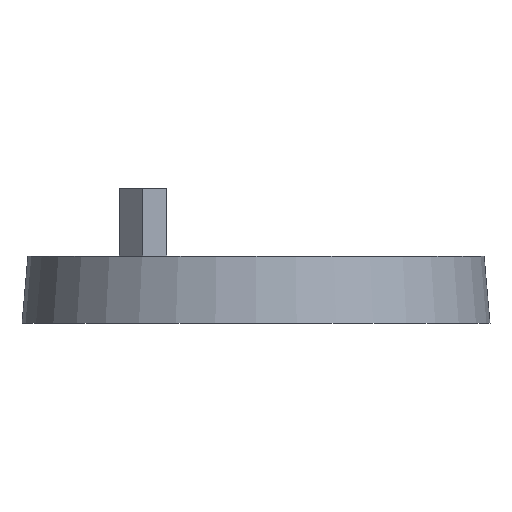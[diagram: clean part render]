
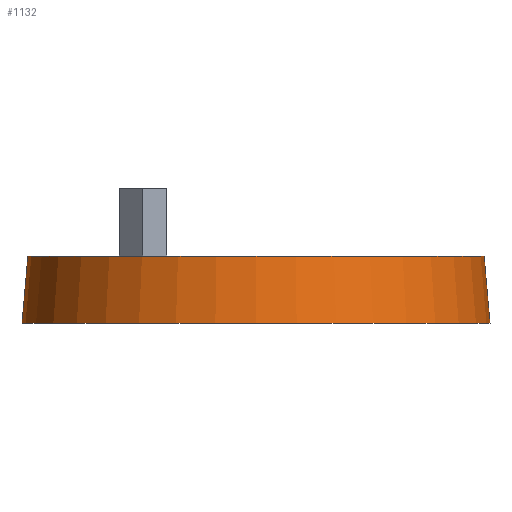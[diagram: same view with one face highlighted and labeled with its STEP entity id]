
A CAD part, front view. The second image highlights one B-rep face of the part: STEP entity #1132.
In plain terms, the highlighted conical face has half-angle 5 degrees and reference radius 69.751 mm.
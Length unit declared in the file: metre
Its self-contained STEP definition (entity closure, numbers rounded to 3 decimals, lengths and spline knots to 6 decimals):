
#52=CONICAL_SURFACE('',#1230,0.069751,0.087);
#91=CIRCLE('',#1208,0.068001);
#113=CIRCLE('',#1231,0.069751);
#194=ORIENTED_EDGE('',*,*,#500,.F.);
#195=ORIENTED_EDGE('',*,*,#546,.T.);
#500=EDGE_CURVE('',#676,#676,#91,.T.);
#546=EDGE_CURVE('',#722,#722,#113,.T.);
#676=VERTEX_POINT('',#1596);
#722=VERTEX_POINT('',#1727);
#974=EDGE_LOOP('',(#194));
#975=EDGE_LOOP('',(#195));
#1044=FACE_BOUND('',#974,.T.);
#1045=FACE_BOUND('',#975,.T.);
#1132=ADVANCED_FACE('',(#1044,#1045),#52,.T.);
#1208=AXIS2_PLACEMENT_3D('',#1595,#1312,#1313);
#1230=AXIS2_PLACEMENT_3D('',#1725,#1361,#1362);
#1231=AXIS2_PLACEMENT_3D('',#1726,#1363,#1364);
#1312=DIRECTION('',(0.,0.,1.));
#1313=DIRECTION('',(1.,0.,0.));
#1361=DIRECTION('',(0.,0.,-1.));
#1362=DIRECTION('',(1.,0.,0.));
#1363=DIRECTION('',(0.,0.,1.));
#1364=DIRECTION('',(1.,0.,0.));
#1595=CARTESIAN_POINT('',(0.,0.,0.08));
#1596=CARTESIAN_POINT('',(0.068001,0.,0.08));
#1725=CARTESIAN_POINT('',(0.,0.,0.06));
#1726=CARTESIAN_POINT('',(0.,0.,0.06));
#1727=CARTESIAN_POINT('',(0.069751,0.,0.06));
